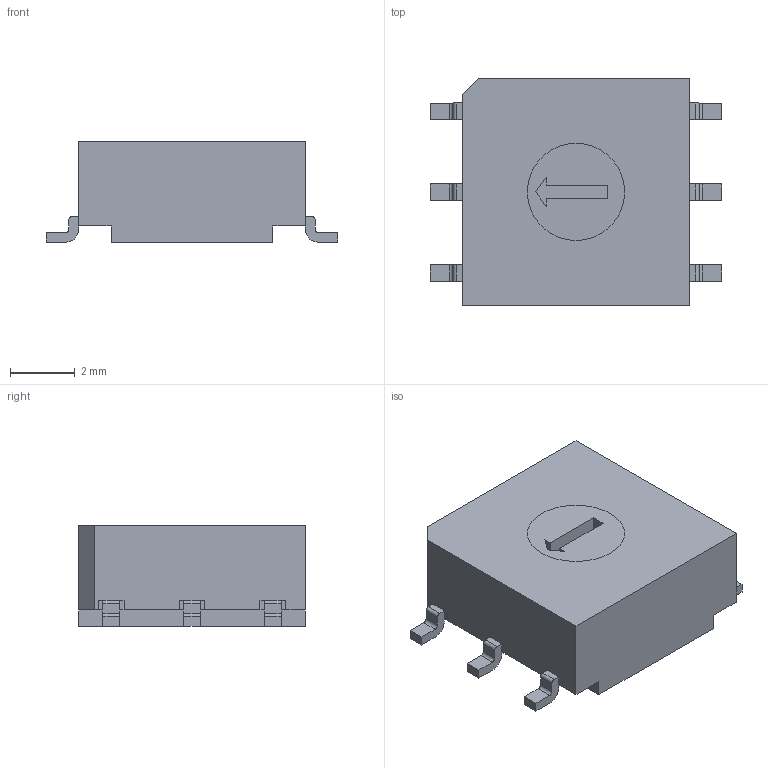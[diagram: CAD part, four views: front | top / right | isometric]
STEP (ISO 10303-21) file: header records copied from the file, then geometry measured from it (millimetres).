
FILE_DESCRIPTION(('FreeCAD Model'),'2;1');
FILE_NAME('Rotary_switch_coded_7x7.step','2021-02-10T20:22:03',('kicad StepUp'),( 'ksu MCAD'),'Open CASCADE STEP processor 7.3','FreeCAD','Unknown');
FILE_SCHEMA(('AUTOMOTIVE_DESIGN { 1 0 10303 214 1 1 1 1 }'));
Length unit declared in the file: millimetre
Products named in the file (1): Rotary_switch_coded_7x7
Bounding box: 9 x 7 x 3.1 mm (x, y, z)
Volume: 145.3 mm3; surface area: 197.9 mm2
Topology: 1 solids, 1 shells, 110 faces, 307 edges, 201 vertices
Faces by surface type: plane 92, cylinder 18
Entity records: 4276 total; most frequent: CARTESIAN_POINT 619, ORIENTED_EDGE 614, DIRECTION 578, EDGE_CURVE 307, LINE 258, VECTOR 258, VERTEX_POINT 201, AXIS2_PLACEMENT_3D 160
